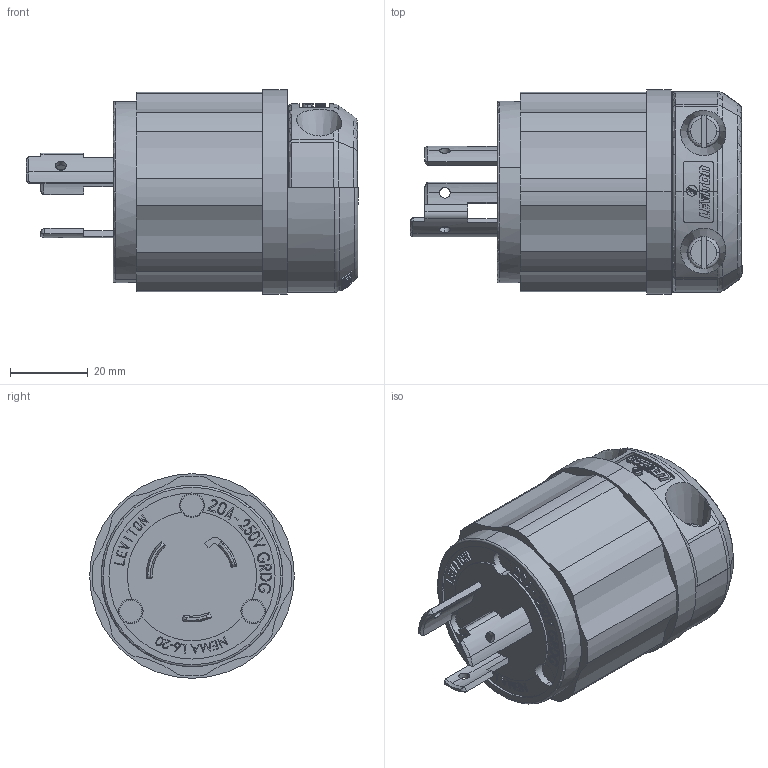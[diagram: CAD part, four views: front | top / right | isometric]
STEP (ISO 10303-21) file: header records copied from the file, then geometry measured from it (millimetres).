
FILE_DESCRIPTION (( 'STEP AP214' ), '1' );
FILE_NAME ('CATSTD-02321-00X-M01.STEP', '2021-07-29T12:41:44', ( '' ), ( '' ), 'SwSTEP 2.0', 'SolidWorks 2020', '' );
FILE_SCHEMA (( 'AUTOMOTIVE_DESIGN' ));
Length unit declared in the file: inch
Products named in the file (1): CATSTD-02321-00X-M01
Bounding box: 85.62 x 52.78 x 52.78 mm (x, y, z)
Volume: 120292.6 mm3; surface area: 18786.9 mm2
Topology: 1 solids, 2 shells, 1294 faces, 3474 edges, 2308 vertices
Faces by surface type: plane 900, cylinder 254, bspline 77, cone 38, torus 25
Entity records: 63532 total; most frequent: CARTESIAN_POINT 17728, ORIENTED_EDGE 6948, DIRECTION 5953, EDGE_CURVE 3474, VECTOR 2333, LINE 2333, VERTEX_POINT 2308, AXIS2_PLACEMENT_3D 1810
